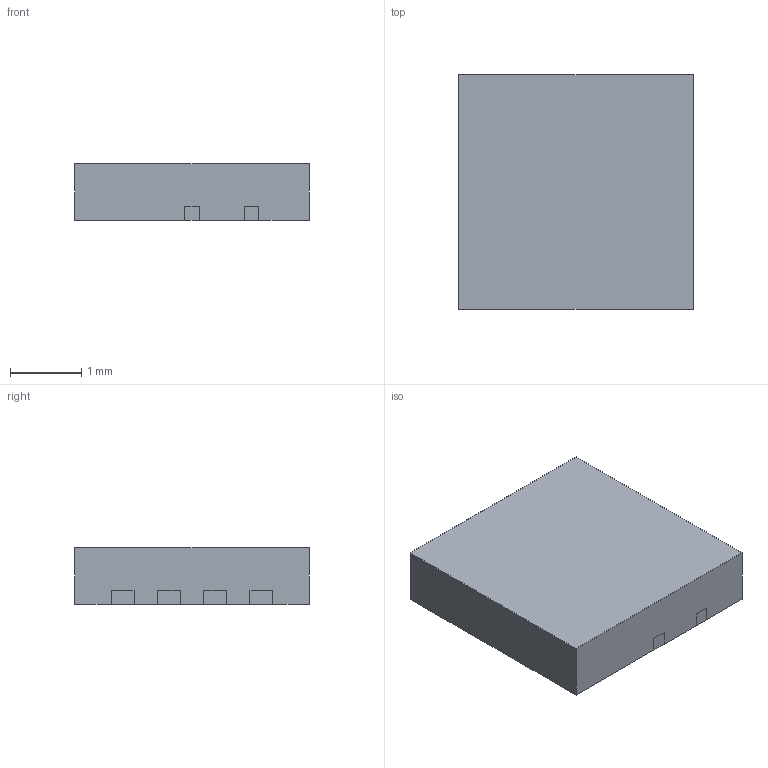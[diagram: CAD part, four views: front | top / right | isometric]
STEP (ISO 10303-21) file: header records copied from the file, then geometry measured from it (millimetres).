
FILE_DESCRIPTION(('FreeCAD Model'),'2;1');
FILE_NAME('Open CASCADE Shape Model','2024-01-22T17:19:48',( 'kicad StepUp'),('ksu MCAD'),'Open CASCADE STEP processor 7.6', 'FreeCAD','Unknown');
FILE_SCHEMA(('AUTOMOTIVE_DESIGN { 1 0 10303 214 1 1 1 1 }'));
Length unit declared in the file: millimetre
Products named in the file (1): Diodes-PowerDI3333-8
Bounding box: 3.3 x 3.3 x 0.8 mm (x, y, z)
Volume: 8.7 mm3; surface area: 32.3 mm2
Topology: 1 solids, 1 shells, 30 faces, 116 edges, 88 vertices
Faces by surface type: plane 30
Entity records: 1478 total; most frequent: CARTESIAN_POINT 235, ORIENTED_EDGE 232, DIRECTION 186, EDGE_CURVE 116, LINE 108, VECTOR 108, VERTEX_POINT 88, AXIS2_PLACEMENT_3D 39
